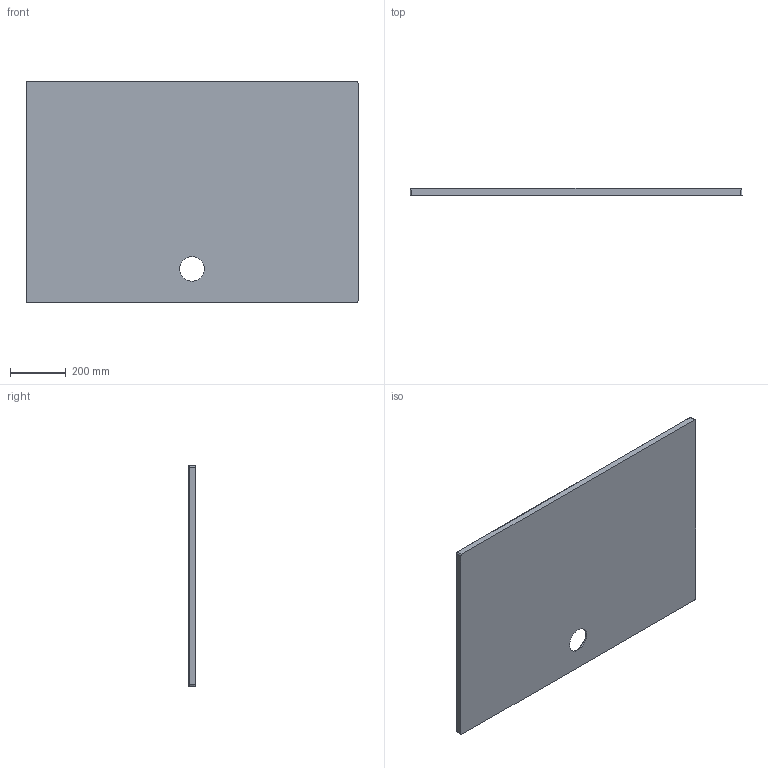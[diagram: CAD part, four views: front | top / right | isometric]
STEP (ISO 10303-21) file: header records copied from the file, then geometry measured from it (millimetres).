
FILE_DESCRIPTION (( 'STEP AP214' ), '1' );
FILE_NAME ('Paris 1200.STEP', '2020-03-17T12:17:25', ( '' ), ( '' ), 'SwSTEP 2.0', 'SolidWorks 2018', '' );
FILE_SCHEMA (( 'AUTOMOTIVE_DESIGN' ));
Length unit declared in the file: millimetre
Products named in the file (1): Paris 1200
Bounding box: 1187.84 x 24 x 789.68 mm (x, y, z)
Volume: 19460255.5 mm3; surface area: 1966188.5 mm2
Topology: 1 solids, 1 shells, 54 faces, 136 edges, 82 vertices
Faces by surface type: cylinder 22, plane 17, bspline 8, torus 3, cone 2, sphere 2
Entity records: 1885 total; most frequent: CARTESIAN_POINT 689, ORIENTED_EDGE 268, DIRECTION 221, EDGE_CURVE 134, VERTEX_POINT 82, AXIS2_PLACEMENT_3D 78, LINE 65, VECTOR 65
